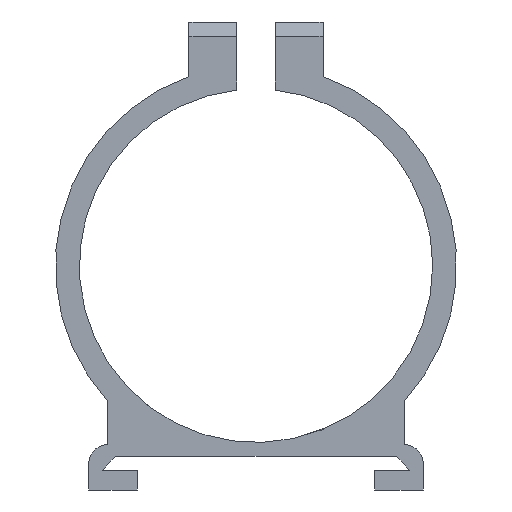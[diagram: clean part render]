
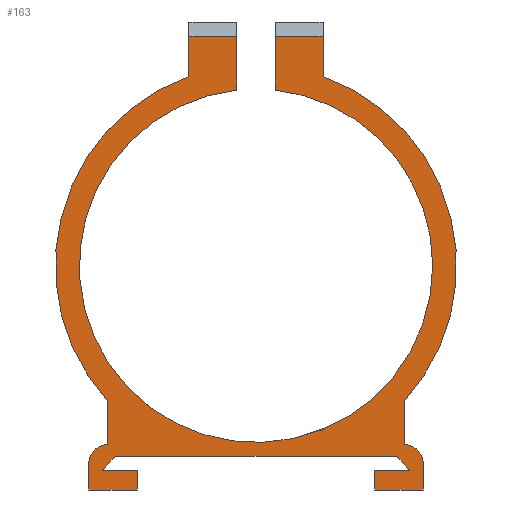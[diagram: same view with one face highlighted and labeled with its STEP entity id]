
A CAD part, front view. The second image highlights one B-rep face of the part: STEP entity #163.
In plain terms, the highlighted planar face has unit normal (0, -1, 0).
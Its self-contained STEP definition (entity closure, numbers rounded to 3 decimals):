
#32 = VERTEX_POINT('',#33);
#33 = CARTESIAN_POINT('',(2.,-8.25,59.014));
#39 = EDGE_CURVE('',#40,#32,#42,.T.);
#40 = VERTEX_POINT('',#41);
#41 = CARTESIAN_POINT('',(2.,-8.25,53.405));
#42 = LINE('',#43,#44);
#43 = CARTESIAN_POINT('',(2.,-8.25,33.444));
#44 = VECTOR('',#45,1.);
#45 = DIRECTION('',(0.,0.,1.));
#120 = EDGE_CURVE('',#32,#121,#123,.T.);
#121 = VERTEX_POINT('',#122);
#122 = CARTESIAN_POINT('',(7.,-8.25,59.014));
#123 = LINE('',#124,#125);
#124 = CARTESIAN_POINT('',(2.,-8.25,59.014));
#125 = VECTOR('',#126,1.);
#126 = DIRECTION('',(1.,0.,0.));
#163 = ADVANCED_FACE('',(#164),#358,.T.);
#164 = FACE_BOUND('',#165,.T.);
#165 = EDGE_LOOP('',(#166,#176,#185,#193,#202,#210,#218,#226,#234,#243,
    #251,#260,#268,#276,#284,#292,#301,#309,#318,#324,#325,#326,#335,
    #344,#352));
#166 = ORIENTED_EDGE('',*,*,#167,.F.);
#167 = EDGE_CURVE('',#168,#170,#172,.T.);
#168 = VERTEX_POINT('',#169);
#169 = CARTESIAN_POINT('',(-7.,-8.25,54.809));
#170 = VERTEX_POINT('',#171);
#171 = CARTESIAN_POINT('',(-7.,-8.25,59.014));
#172 = LINE('',#173,#174);
#173 = CARTESIAN_POINT('',(-7.,-8.25,54.809));
#174 = VECTOR('',#175,1.);
#175 = DIRECTION('',(0.,0.,1.));
#176 = ORIENTED_EDGE('',*,*,#177,.T.);
#177 = EDGE_CURVE('',#168,#178,#180,.T.);
#178 = VERTEX_POINT('',#179);
#179 = CARTESIAN_POINT('',(-15.456,-8.25,20.946));
#180 = CIRCLE('',#181,20.94);
#181 = AXIS2_PLACEMENT_3D('',#182,#183,#184);
#182 = CARTESIAN_POINT('',(0.,-8.25,35.074));
#183 = DIRECTION('',(0.,-1.,0.));
#184 = DIRECTION('',(1.,0.,0.));
#185 = ORIENTED_EDGE('',*,*,#186,.F.);
#186 = EDGE_CURVE('',#187,#178,#189,.T.);
#187 = VERTEX_POINT('',#188);
#188 = CARTESIAN_POINT('',(-15.456,-8.25,16.424));
#189 = LINE('',#190,#191);
#190 = CARTESIAN_POINT('',(-15.456,-8.25,16.424));
#191 = VECTOR('',#192,1.);
#192 = DIRECTION('',(0.,0.,1.));
#193 = ORIENTED_EDGE('',*,*,#194,.F.);
#194 = EDGE_CURVE('',#195,#187,#197,.T.);
#195 = VERTEX_POINT('',#196);
#196 = CARTESIAN_POINT('',(-17.456,-8.25,14.424));
#197 = CIRCLE('',#198,2.);
#198 = AXIS2_PLACEMENT_3D('',#199,#200,#201);
#199 = CARTESIAN_POINT('',(-15.456,-8.25,14.424));
#200 = DIRECTION('',(0.,1.,0.));
#201 = DIRECTION('',(-1.,0.,0.));
#202 = ORIENTED_EDGE('',*,*,#203,.F.);
#203 = EDGE_CURVE('',#204,#195,#206,.T.);
#204 = VERTEX_POINT('',#205);
#205 = CARTESIAN_POINT('',(-17.456,-8.25,11.674));
#206 = LINE('',#207,#208);
#207 = CARTESIAN_POINT('',(-17.456,-8.25,11.674));
#208 = VECTOR('',#209,1.);
#209 = DIRECTION('',(0.,0.,1.));
#210 = ORIENTED_EDGE('',*,*,#211,.F.);
#211 = EDGE_CURVE('',#212,#204,#214,.T.);
#212 = VERTEX_POINT('',#213);
#213 = CARTESIAN_POINT('',(-12.385,-8.25,11.674));
#214 = LINE('',#215,#216);
#215 = CARTESIAN_POINT('',(-12.385,-8.25,11.674));
#216 = VECTOR('',#217,1.);
#217 = DIRECTION('',(-1.,0.,0.));
#218 = ORIENTED_EDGE('',*,*,#219,.F.);
#219 = EDGE_CURVE('',#220,#212,#222,.T.);
#220 = VERTEX_POINT('',#221);
#221 = CARTESIAN_POINT('',(-12.385,-8.25,13.674));
#222 = LINE('',#223,#224);
#223 = CARTESIAN_POINT('',(-12.385,-8.25,13.674));
#224 = VECTOR('',#225,1.);
#225 = DIRECTION('',(0.,0.,-1.));
#226 = ORIENTED_EDGE('',*,*,#227,.F.);
#227 = EDGE_CURVE('',#228,#220,#230,.T.);
#228 = VERTEX_POINT('',#229);
#229 = CARTESIAN_POINT('',(-16.07,-8.25,13.674));
#230 = LINE('',#231,#232);
#231 = CARTESIAN_POINT('',(-16.07,-8.25,13.674));
#232 = VECTOR('',#233,1.);
#233 = DIRECTION('',(1.,0.,0.));
#234 = ORIENTED_EDGE('',*,*,#235,.T.);
#235 = EDGE_CURVE('',#228,#236,#238,.T.);
#236 = VERTEX_POINT('',#237);
#237 = CARTESIAN_POINT('',(-14.662,-8.25,15.174));
#238 = CIRCLE('',#239,21.1);
#239 = AXIS2_PLACEMENT_3D('',#240,#241,#242);
#240 = CARTESIAN_POINT('',(0.,-8.25,0.));
#241 = DIRECTION('',(0.,1.,0.));
#242 = DIRECTION('',(-1.,0.,0.));
#243 = ORIENTED_EDGE('',*,*,#244,.F.);
#244 = EDGE_CURVE('',#245,#236,#247,.T.);
#245 = VERTEX_POINT('',#246);
#246 = CARTESIAN_POINT('',(14.662,-8.25,15.174));
#247 = LINE('',#248,#249);
#248 = CARTESIAN_POINT('',(0.,-8.25,15.174));
#249 = VECTOR('',#250,1.);
#250 = DIRECTION('',(-1.,0.,0.));
#251 = ORIENTED_EDGE('',*,*,#252,.F.);
#252 = EDGE_CURVE('',#253,#245,#255,.T.);
#253 = VERTEX_POINT('',#254);
#254 = CARTESIAN_POINT('',(16.07,-8.25,13.674));
#255 = CIRCLE('',#256,21.1);
#256 = AXIS2_PLACEMENT_3D('',#257,#258,#259);
#257 = CARTESIAN_POINT('',(0.,-8.25,0.));
#258 = DIRECTION('',(0.,-1.,0.));
#259 = DIRECTION('',(1.,0.,0.));
#260 = ORIENTED_EDGE('',*,*,#261,.T.);
#261 = EDGE_CURVE('',#253,#262,#264,.T.);
#262 = VERTEX_POINT('',#263);
#263 = CARTESIAN_POINT('',(12.385,-8.25,13.674));
#264 = LINE('',#265,#266);
#265 = CARTESIAN_POINT('',(16.07,-8.25,13.674));
#266 = VECTOR('',#267,1.);
#267 = DIRECTION('',(-1.,0.,0.));
#268 = ORIENTED_EDGE('',*,*,#269,.T.);
#269 = EDGE_CURVE('',#262,#270,#272,.T.);
#270 = VERTEX_POINT('',#271);
#271 = CARTESIAN_POINT('',(12.385,-8.25,11.674));
#272 = LINE('',#273,#274);
#273 = CARTESIAN_POINT('',(12.385,-8.25,13.674));
#274 = VECTOR('',#275,1.);
#275 = DIRECTION('',(0.,0.,-1.));
#276 = ORIENTED_EDGE('',*,*,#277,.T.);
#277 = EDGE_CURVE('',#270,#278,#280,.T.);
#278 = VERTEX_POINT('',#279);
#279 = CARTESIAN_POINT('',(17.456,-8.25,11.674));
#280 = LINE('',#281,#282);
#281 = CARTESIAN_POINT('',(12.385,-8.25,11.674));
#282 = VECTOR('',#283,1.);
#283 = DIRECTION('',(1.,0.,0.));
#284 = ORIENTED_EDGE('',*,*,#285,.T.);
#285 = EDGE_CURVE('',#278,#286,#288,.T.);
#286 = VERTEX_POINT('',#287);
#287 = CARTESIAN_POINT('',(17.456,-8.25,14.424));
#288 = LINE('',#289,#290);
#289 = CARTESIAN_POINT('',(17.456,-8.25,11.674));
#290 = VECTOR('',#291,1.);
#291 = DIRECTION('',(0.,0.,1.));
#292 = ORIENTED_EDGE('',*,*,#293,.T.);
#293 = EDGE_CURVE('',#286,#294,#296,.T.);
#294 = VERTEX_POINT('',#295);
#295 = CARTESIAN_POINT('',(15.456,-8.25,16.424));
#296 = CIRCLE('',#297,2.);
#297 = AXIS2_PLACEMENT_3D('',#298,#299,#300);
#298 = CARTESIAN_POINT('',(15.456,-8.25,14.424));
#299 = DIRECTION('',(0.,-1.,0.));
#300 = DIRECTION('',(1.,0.,0.));
#301 = ORIENTED_EDGE('',*,*,#302,.T.);
#302 = EDGE_CURVE('',#294,#303,#305,.T.);
#303 = VERTEX_POINT('',#304);
#304 = CARTESIAN_POINT('',(15.456,-8.25,20.946));
#305 = LINE('',#306,#307);
#306 = CARTESIAN_POINT('',(15.456,-8.25,16.424));
#307 = VECTOR('',#308,1.);
#308 = DIRECTION('',(0.,0.,1.));
#309 = ORIENTED_EDGE('',*,*,#310,.T.);
#310 = EDGE_CURVE('',#303,#311,#313,.T.);
#311 = VERTEX_POINT('',#312);
#312 = CARTESIAN_POINT('',(7.,-8.25,54.809));
#313 = CIRCLE('',#314,20.94);
#314 = AXIS2_PLACEMENT_3D('',#315,#316,#317);
#315 = CARTESIAN_POINT('',(0.,-8.25,35.074));
#316 = DIRECTION('',(0.,-1.,0.));
#317 = DIRECTION('',(1.,0.,0.));
#318 = ORIENTED_EDGE('',*,*,#319,.F.);
#319 = EDGE_CURVE('',#121,#311,#320,.T.);
#320 = LINE('',#321,#322);
#321 = CARTESIAN_POINT('',(7.,-8.25,60.514));
#322 = VECTOR('',#323,1.);
#323 = DIRECTION('',(0.,0.,-1.));
#324 = ORIENTED_EDGE('',*,*,#120,.F.);
#325 = ORIENTED_EDGE('',*,*,#39,.F.);
#326 = ORIENTED_EDGE('',*,*,#327,.F.);
#327 = EDGE_CURVE('',#328,#40,#330,.T.);
#328 = VERTEX_POINT('',#329);
#329 = CARTESIAN_POINT('',(18.44,-8.25,35.074));
#330 = CIRCLE('',#331,18.44);
#331 = AXIS2_PLACEMENT_3D('',#332,#333,#334);
#332 = CARTESIAN_POINT('',(0.,-8.25,35.074));
#333 = DIRECTION('',(0.,-1.,0.));
#334 = DIRECTION('',(1.,0.,0.));
#335 = ORIENTED_EDGE('',*,*,#336,.F.);
#336 = EDGE_CURVE('',#337,#328,#339,.T.);
#337 = VERTEX_POINT('',#338);
#338 = CARTESIAN_POINT('',(-2.,-8.25,53.405));
#339 = CIRCLE('',#340,18.44);
#340 = AXIS2_PLACEMENT_3D('',#341,#342,#343);
#341 = CARTESIAN_POINT('',(0.,-8.25,35.074));
#342 = DIRECTION('',(0.,-1.,0.));
#343 = DIRECTION('',(1.,0.,0.));
#344 = ORIENTED_EDGE('',*,*,#345,.F.);
#345 = EDGE_CURVE('',#346,#337,#348,.T.);
#346 = VERTEX_POINT('',#347);
#347 = CARTESIAN_POINT('',(-2.,-8.25,59.014));
#348 = LINE('',#349,#350);
#349 = CARTESIAN_POINT('',(-2.,-8.25,46.164));
#350 = VECTOR('',#351,1.);
#351 = DIRECTION('',(0.,0.,-1.));
#352 = ORIENTED_EDGE('',*,*,#353,.F.);
#353 = EDGE_CURVE('',#170,#346,#354,.T.);
#354 = LINE('',#355,#356);
#355 = CARTESIAN_POINT('',(-7.,-8.25,59.014));
#356 = VECTOR('',#357,1.);
#357 = DIRECTION('',(1.,0.,0.));
#358 = PLANE('',#359);
#359 = AXIS2_PLACEMENT_3D('',#360,#361,#362);
#360 = CARTESIAN_POINT('',(0.,-8.25,31.814));
#361 = DIRECTION('',(0.,-1.,0.));
#362 = DIRECTION('',(0.,0.,1.));
